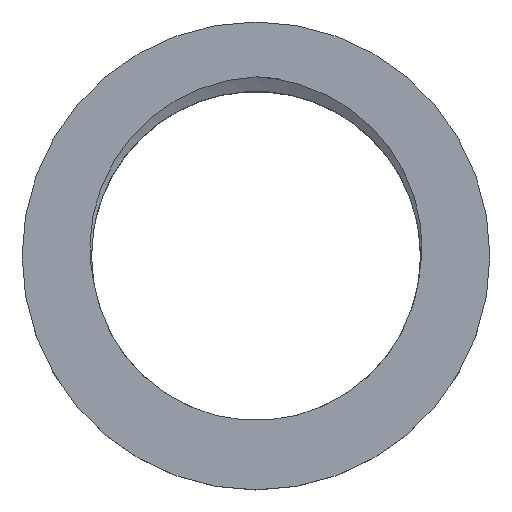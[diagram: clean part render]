
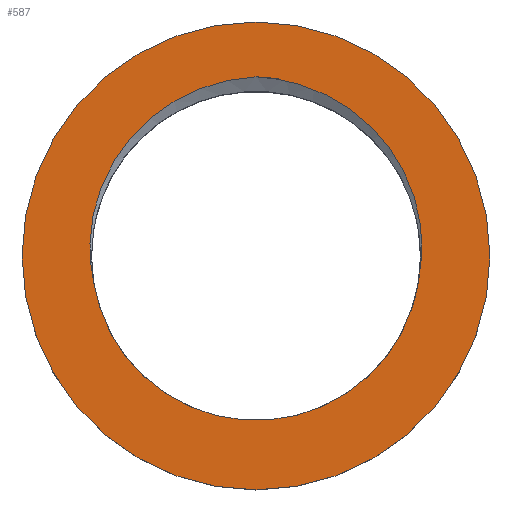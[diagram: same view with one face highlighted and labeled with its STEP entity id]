
A CAD part, top view. The second image highlights one B-rep face of the part: STEP entity #587.
In plain terms, the highlighted planar face has unit normal (0, 0, 1).
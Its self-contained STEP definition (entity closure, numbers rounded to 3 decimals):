
#2 = CARTESIAN_POINT ( 'NONE',  ( 0., 0., 10.5 ) ) ;
#18 = CARTESIAN_POINT ( 'NONE',  ( 0., 12.25, 10.5 ) ) ;
#21 = CARTESIAN_POINT ( 'NONE',  ( 5.256, 10.781, 10.5 ) ) ;
#36 = CARTESIAN_POINT ( 'NONE',  ( 10.925, 3.71, 10.5 ) ) ;
#46 = CIRCLE ( 'NONE', #806, 16. ) ;
#147 = FACE_OUTER_BOUND ( 'NONE', #708, .T. ) ;
#156 = CARTESIAN_POINT ( 'NONE',  ( 11.339, 1.635, 10.5 ) ) ;
#164 = CARTESIAN_POINT ( 'NONE',  ( 5.621, 10.572, 10.5 ) ) ;
#167 = EDGE_LOOP ( 'NONE', ( #616, #982, #1007 ) ) ;
#179 = CARTESIAN_POINT ( 'NONE',  ( -2.913, 11.762, 10.5 ) ) ;
#181 = CARTESIAN_POINT ( 'NONE',  ( 10.51, 4.909, 10.5 ) ) ;
#215 = CARTESIAN_POINT ( 'NONE',  ( -10.823, 4.126, 10.5 ) ) ;
#233 = CARTESIAN_POINT ( 'NONE',  ( -11.116, -1.733, 10.5 ) ) ;
#260 = CARTESIAN_POINT ( 'NONE',  ( -7.673, 9.063, 10.5 ) ) ;
#303 = CARTESIAN_POINT ( 'NONE',  ( 6.678, 9.865, 10.5 ) ) ;
#313 = CARTESIAN_POINT ( 'NONE',  ( 0., 12.25, 10.5 ) ) ;
#324 = VERTEX_POINT ( 'NONE', #1559 ) ;
#330 = CARTESIAN_POINT ( 'NONE',  ( -4.116, 11.331, 10.5 ) ) ;
#332 = CARTESIAN_POINT ( 'NONE',  ( 9.057, 7.483, 10.5 ) ) ;
#403 = DIRECTION ( 'NONE',  ( 1., 0., 0. ) ) ;
#433 = FACE_BOUND ( 'NONE', #167, .T. ) ;
#444 = CARTESIAN_POINT ( 'NONE',  ( 10.8, 4.117, 10.5 ) ) ;
#452 = AXIS2_PLACEMENT_3D ( 'NONE', #989, #1394, #1244 ) ;
#455 = CARTESIAN_POINT ( 'NONE',  ( 10.344, 5.296, 10.5 ) ) ;
#461 = CARTESIAN_POINT ( 'NONE',  ( 0.852, 12.211, 10.5 ) ) ;
#587 = ADVANCED_FACE ( 'NONE', ( #433, #147 ), #1347, .T. ) ;
#599 = EDGE_CURVE ( 'NONE', #1044, #324, #1461, .T. ) ;
#616 = ORIENTED_EDGE ( 'NONE', *, *, #863, .F. ) ;
#626 = CARTESIAN_POINT ( 'NONE',  ( 4.504, 11.16, 10.5 ) ) ;
#629 = CARTESIAN_POINT ( 'NONE',  ( -10.532, 4.916, 10.5 ) ) ;
#647 = VERTEX_POINT ( 'NONE', #1525 ) ;
#684 = B_SPLINE_CURVE_WITH_KNOTS ( 'NONE', 3,
 ( #1027, #1617, #1471, #1507, #1790, #156, #1799, #36, #444, #181, #455, #1526, #1649, #1064, #332, #1226, #1537, #303, #922, #164, #21, #626, #756, #1216, #1351, #1806, #461, #313 ),
 .UNSPECIFIED., .F., .F.,
 ( 4, 2, 2, 2, 2, 2, 2, 2, 2, 2, 2, 2, 2, 4 ),
 ( 0.01, 0.011, 0.012, 0.015, 0.016, 0.017, 0.018, 0.02, 0.022, 0.023, 0.025, 0.026, 0.027, 0.03 ),
 .UNSPECIFIED. ) ;
#708 = EDGE_LOOP ( 'NONE', ( #1264, #988 ) ) ;
#719 = EDGE_CURVE ( 'NONE', #1271, #1044, #776, .T. ) ;
#726 = AXIS2_PLACEMENT_3D ( 'NONE', #1542, #1452, #403 ) ;
#728 = CARTESIAN_POINT ( 'NONE',  ( -8.267, 8.467, 10.5 ) ) ;
#756 = CARTESIAN_POINT ( 'NONE',  ( 4.118, 11.33, 10.5 ) ) ;
#759 = CARTESIAN_POINT ( 'NONE',  ( -9.972, 6.05, 10.5 ) ) ;
#776 = B_SPLINE_CURVE_WITH_KNOTS ( 'NONE', 3,
 ( #18, #1713, #783, #179, #1821, #330, #1561, #1592, #1155, #1620, #1749, #260, #728, #1345, #1492, #1808, #759, #629, #215, #815, #962, #984, #1828, #1540, #1567, #843, #1843, #1814 ),
 .UNSPECIFIED., .F., .F.,
 ( 4, 2, 2, 2, 2, 2, 2, 2, 2, 2, 2, 2, 2, 4 ),
 ( 0., 0.003, 0.004, 0.005, 0.006, 0.008, 0.01, 0.011, 0.013, 0.015, 0.016, 0.018, 0.019, 0.02 ),
 .UNSPECIFIED. ) ;
#783 = CARTESIAN_POINT ( 'NONE',  ( -1.687, 12.083, 10.5 ) ) ;
#806 = AXIS2_PLACEMENT_3D ( 'NONE', #1574, #876, #1166 ) ;
#815 = CARTESIAN_POINT ( 'NONE',  ( -11.129, 2.885, 10.5 ) ) ;
#843 = CARTESIAN_POINT ( 'NONE',  ( -11.266, -0.898, 10.5 ) ) ;
#863 = EDGE_CURVE ( 'NONE', #324, #1271, #684, .T. ) ;
#876 = DIRECTION ( 'NONE',  ( 0., 0., 1. ) ) ;
#911 = AXIS2_PLACEMENT_3D ( 'NONE', #2, #1934, #1658 ) ;
#922 = CARTESIAN_POINT ( 'NONE',  ( 6.331, 10.115, 10.5 ) ) ;
#962 = CARTESIAN_POINT ( 'NONE',  ( -11.207, 2.467, 10.5 ) ) ;
#982 = ORIENTED_EDGE ( 'NONE', *, *, #599, .F. ) ;
#984 = CARTESIAN_POINT ( 'NONE',  ( -11.316, 1.631, 10.5 ) ) ;
#988 = ORIENTED_EDGE ( 'NONE', *, *, #1368, .T. ) ;
#989 = CARTESIAN_POINT ( 'NONE',  ( 0., 0., 10.5 ) ) ;
#1007 = ORIENTED_EDGE ( 'NONE', *, *, #719, .F. ) ;
#1027 = CARTESIAN_POINT ( 'NONE',  ( 11.116, -1.733, 10.5 ) ) ;
#1041 = VERTEX_POINT ( 'NONE', #1576 ) ;
#1044 = VERTEX_POINT ( 'NONE', #233 ) ;
#1064 = CARTESIAN_POINT ( 'NONE',  ( 9.305, 7.137, 10.5 ) ) ;
#1155 = CARTESIAN_POINT ( 'NONE',  ( -5.623, 10.571, 10.5 ) ) ;
#1166 = DIRECTION ( 'NONE',  ( 1., 0., 0. ) ) ;
#1216 = CARTESIAN_POINT ( 'NONE',  ( 3.324, 11.631, 10.5 ) ) ;
#1226 = CARTESIAN_POINT ( 'NONE',  ( 8.265, 8.47, 10.5 ) ) ;
#1227 = EDGE_CURVE ( 'NONE', #647, #1041, #1871, .T. ) ;
#1244 = DIRECTION ( 'NONE',  ( 1., 0., 0. ) ) ;
#1264 = ORIENTED_EDGE ( 'NONE', *, *, #1227, .T. ) ;
#1271 = VERTEX_POINT ( 'NONE', #1388 ) ;
#1345 = CARTESIAN_POINT ( 'NONE',  ( -9.058, 7.482, 10.5 ) ) ;
#1347 = PLANE ( 'NONE',  #452 ) ;
#1351 = CARTESIAN_POINT ( 'NONE',  ( 2.917, 11.761, 10.5 ) ) ;
#1368 = EDGE_CURVE ( 'NONE', #1041, #647, #46, .T. ) ;
#1388 = CARTESIAN_POINT ( 'NONE',  ( 0., 12.25, 10.5 ) ) ;
#1394 = DIRECTION ( 'NONE',  ( 0., 0., 1. ) ) ;
#1452 = DIRECTION ( 'NONE',  ( 0., 0., 1. ) ) ;
#1461 = CIRCLE ( 'NONE', #726, 11.25 ) ;
#1471 = CARTESIAN_POINT ( 'NONE',  ( 11.266, -0.903, 10.5 ) ) ;
#1492 = CARTESIAN_POINT ( 'NONE',  ( -9.305, 7.137, 10.5 ) ) ;
#1507 = CARTESIAN_POINT ( 'NONE',  ( 11.346, -0.055, 10.5 ) ) ;
#1525 = CARTESIAN_POINT ( 'NONE',  ( -16., 0., 10.5 ) ) ;
#1526 = CARTESIAN_POINT ( 'NONE',  ( 9.971, 6.051, 10.5 ) ) ;
#1537 = CARTESIAN_POINT ( 'NONE',  ( 7.671, 9.065, 10.5 ) ) ;
#1540 = CARTESIAN_POINT ( 'NONE',  ( -11.362, 0.371, 10.5 ) ) ;
#1542 = CARTESIAN_POINT ( 'NONE',  ( 0., 0., 10.5 ) ) ;
#1559 = CARTESIAN_POINT ( 'NONE',  ( 11.116, -1.733, 10.5 ) ) ;
#1561 = CARTESIAN_POINT ( 'NONE',  ( -4.503, 11.161, 10.5 ) ) ;
#1567 = CARTESIAN_POINT ( 'NONE',  ( -11.346, -0.051, 10.5 ) ) ;
#1574 = CARTESIAN_POINT ( 'NONE',  ( 0., 0., 10.5 ) ) ;
#1576 = CARTESIAN_POINT ( 'NONE',  ( 16., 0., 10.5 ) ) ;
#1592 = CARTESIAN_POINT ( 'NONE',  ( -5.257, 10.78, 10.5 ) ) ;
#1617 = CARTESIAN_POINT ( 'NONE',  ( 11.202, -1.321, 10.5 ) ) ;
#1620 = CARTESIAN_POINT ( 'NONE',  ( -6.334, 10.113, 10.5 ) ) ;
#1649 = CARTESIAN_POINT ( 'NONE',  ( 9.763, 6.42, 10.5 ) ) ;
#1658 = DIRECTION ( 'NONE',  ( 1., 0., 0. ) ) ;
#1713 = CARTESIAN_POINT ( 'NONE',  ( -0.852, 12.211, 10.5 ) ) ;
#1749 = CARTESIAN_POINT ( 'NONE',  ( -6.68, 9.863, 10.5 ) ) ;
#1790 = CARTESIAN_POINT ( 'NONE',  ( 11.362, 0.37, 10.5 ) ) ;
#1799 = CARTESIAN_POINT ( 'NONE',  ( 11.231, 2.47, 10.5 ) ) ;
#1806 = CARTESIAN_POINT ( 'NONE',  ( 1.688, 12.083, 10.5 ) ) ;
#1808 = CARTESIAN_POINT ( 'NONE',  ( -9.764, 6.418, 10.5 ) ) ;
#1814 = CARTESIAN_POINT ( 'NONE',  ( -11.116, -1.733, 10.5 ) ) ;
#1821 = CARTESIAN_POINT ( 'NONE',  ( -3.319, 11.633, 10.5 ) ) ;
#1828 = CARTESIAN_POINT ( 'NONE',  ( -11.346, 1.212, 10.5 ) ) ;
#1843 = CARTESIAN_POINT ( 'NONE',  ( -11.202, -1.32, 10.5 ) ) ;
#1871 = CIRCLE ( 'NONE', #911, 16. ) ;
#1934 = DIRECTION ( 'NONE',  ( 0., 0., 1. ) ) ;
